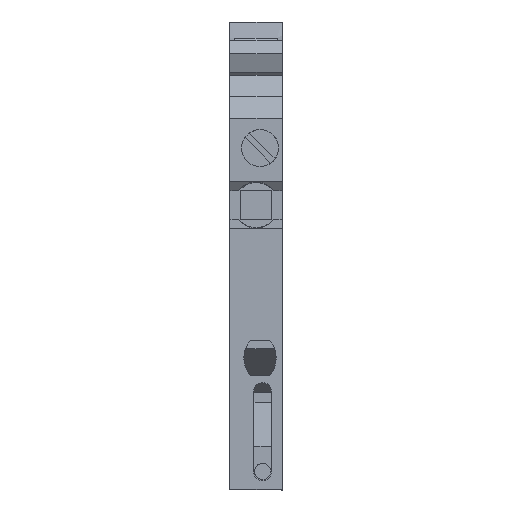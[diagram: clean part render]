
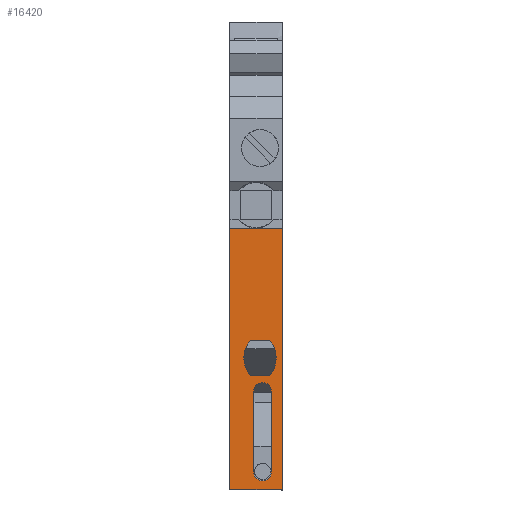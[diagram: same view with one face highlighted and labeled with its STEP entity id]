
A CAD part, top view. The second image highlights one B-rep face of the part: STEP entity #16420.
In plain terms, the highlighted face is planar.
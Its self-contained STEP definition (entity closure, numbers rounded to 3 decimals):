
#7130=CARTESIAN_POINT('',(-3.383,29.187,
-0.35));
#7140=VERTEX_POINT('',#7130);
#7170=CARTESIAN_POINT('',(0.,29.603,
-0.35));
#7180=DIRECTION('',(0.993,0.122,
0.));
#7190=VECTOR('',#7180,1.);
#7200=LINE('',#7170,#7190);
#7210=CARTESIAN_POINT('',(27.038,32.923,
-0.35));
#7220=VERTEX_POINT('',#7210);
#7230=EDGE_CURVE('',#7140,#7220,#7200,.T.);
#7660=CARTESIAN_POINT('',(14.036,31.326,
-1.804));
#7670=VERTEX_POINT('',#7660);
#7840=CARTESIAN_POINT('',(14.036,31.326,
-4.096));
#7850=VERTEX_POINT('',#7840);
#7880=CARTESIAN_POINT('',(14.036,31.326,
-0.35));
#7890=DIRECTION('',(0.,0.,-1.));
#7900=VECTOR('',#7890,1.);
#7910=LINE('',#7880,#7900);
#7920=EDGE_CURVE('',#7670,#7850,#7910,.T.);
#8130=CARTESIAN_POINT('',(9.867,30.814,
-1.804));
#8140=VERTEX_POINT('',#8130);
#8270=CARTESIAN_POINT('',(11.951,31.07,
-4.35));
#8280=DIRECTION('',(0.122,-0.993,
0.));
#8290=DIRECTION('',(-0.993,-0.122,
0.));
#8300=AXIS2_PLACEMENT_3D('',#8270,#8280,#8290);
#8310=CIRCLE('',#8300,3.3);
#8320=EDGE_CURVE('',#7670,#8140,#8310,.T.);
#15570=CARTESIAN_POINT('',(-3.383,29.187,
-0.35));
#15580=DIRECTION('',(0.122,-0.993,
0.));
#15590=DIRECTION('',(-0.993,-0.122,
0.));
#15600=AXIS2_PLACEMENT_3D('',#15570,#15580,#15590);
#15610=PLANE('',#15600);
#15620=ORIENTED_EDGE('',*,*,#7920,.F.);
#15630=CARTESIAN_POINT('',(11.951,31.07,
-1.55));
#15640=DIRECTION('',(-0.122,0.993,
0.));
#15650=DIRECTION('',(-0.993,-0.122,
0.));
#15660=AXIS2_PLACEMENT_3D('',#15630,#15640,#15650);
#15670=CIRCLE('',#15660,3.3);
#15680=CARTESIAN_POINT('',(9.867,30.814,
-4.096));
#15690=VERTEX_POINT('',#15680);
#15700=EDGE_CURVE('',#7850,#15690,#15670,.T.);
#15710=ORIENTED_EDGE('',*,*,#15700,.F.);
#15720=CARTESIAN_POINT('',(9.867,30.814,
-0.35));
#15730=DIRECTION('',(0.,0.,1.));
#15740=VECTOR('',#15730,1.);
#15750=LINE('',#15720,#15740);
#15760=EDGE_CURVE('',#15690,#8140,#15750,.T.);
#15770=ORIENTED_EDGE('',*,*,#15760,.F.);
#15780=ORIENTED_EDGE('',*,*,#8320,.T.);
#15790=EDGE_LOOP('',(#15780,#15770,#15710,#15620));
#15800=FACE_BOUND('',#15790,.T.);
#15810=CARTESIAN_POINT('',(8.031,30.589,
-2.65));
#15820=DIRECTION('',(-0.122,0.993,
0.));
#15830=DIRECTION('',(-0.993,-0.122,
0.));
#15840=AXIS2_PLACEMENT_3D('',#15810,#15820,#15830);
#15850=CIRCLE('',#15840,1.05);
#15860=CARTESIAN_POINT('',(8.031,30.589,
-1.6));
#15870=VERTEX_POINT('',#15860);
#15880=CARTESIAN_POINT('',(8.031,30.589,
-3.7));
#15890=VERTEX_POINT('',#15880);
#15900=EDGE_CURVE('',#15870,#15890,#15850,.T.);
#15910=ORIENTED_EDGE('',*,*,#15900,.F.);
#15920=CARTESIAN_POINT('',(0.,29.603,
-3.7));
#15930=DIRECTION('',(-0.993,-0.122,
0.));
#15940=VECTOR('',#15930,1.);
#15950=LINE('',#15920,#15940);
#15960=CARTESIAN_POINT('',(-1.349,29.437,
-3.7));
#15970=VERTEX_POINT('',#15960);
#15980=EDGE_CURVE('',#15890,#15970,#15950,.T.);
#15990=ORIENTED_EDGE('',*,*,#15980,.F.);
#16000=CARTESIAN_POINT('',(-1.349,29.437,
-2.65));
#16010=DIRECTION('',(0.122,-0.993,
0.));
#16020=DIRECTION('',(-0.993,-0.122,
0.));
#16030=AXIS2_PLACEMENT_3D('',#16000,#16010,#16020);
#16040=CIRCLE('',#16030,1.05);
#16050=CARTESIAN_POINT('',(-1.349,29.437,
-1.6));
#16060=VERTEX_POINT('',#16050);
#16070=EDGE_CURVE('',#16060,#15970,#16040,.T.);
#16080=ORIENTED_EDGE('',*,*,#16070,.T.);
#16090=CARTESIAN_POINT('',(0.,29.603,
-1.6));
#16100=DIRECTION('',(0.993,0.122,
0.));
#16110=VECTOR('',#16100,1.);
#16120=LINE('',#16090,#16110);
#16130=EDGE_CURVE('',#16060,#15870,#16120,.T.);
#16140=ORIENTED_EDGE('',*,*,#16130,.F.);
#16150=EDGE_LOOP('',(#16140,#16080,#15990,#15910));
#16160=FACE_BOUND('',#16150,.T.);
#16170=ORIENTED_EDGE('',*,*,#7230,.T.);
#16180=CARTESIAN_POINT('',(-3.383,29.187,
-0.35));
#16190=DIRECTION('',(0.,0.,-1.));
#16200=VECTOR('',#16190,1.);
#16210=LINE('',#16180,#16200);
#16220=CARTESIAN_POINT('',(-3.383,29.187,
-6.5));
#16230=VERTEX_POINT('',#16220);
#16240=EDGE_CURVE('',#7140,#16230,#16210,.T.);
#16250=ORIENTED_EDGE('',*,*,#16240,.F.);
#16260=CARTESIAN_POINT('',(0.,29.603,
-6.5));
#16270=DIRECTION('',(-0.993,-0.122,
0.));
#16280=VECTOR('',#16270,1.);
#16290=LINE('',#16260,#16280);
#16300=CARTESIAN_POINT('',(27.038,32.923,
-6.5));
#16310=VERTEX_POINT('',#16300);
#16320=EDGE_CURVE('',#16310,#16230,#16290,.T.);
#16330=ORIENTED_EDGE('',*,*,#16320,.T.);
#16340=CARTESIAN_POINT('',(27.038,32.923,
-0.35));
#16350=DIRECTION('',(0.,0.,-1.));
#16360=VECTOR('',#16350,1.);
#16370=LINE('',#16340,#16360);
#16380=EDGE_CURVE('',#7220,#16310,#16370,.T.);
#16390=ORIENTED_EDGE('',*,*,#16380,.T.);
#16400=EDGE_LOOP('',(#16390,#16330,#16250,#16170));
#16410=FACE_OUTER_BOUND('',#16400,.T.);
#16420=ADVANCED_FACE('',(#15800,#16160,#16410),#15610,.F.);
